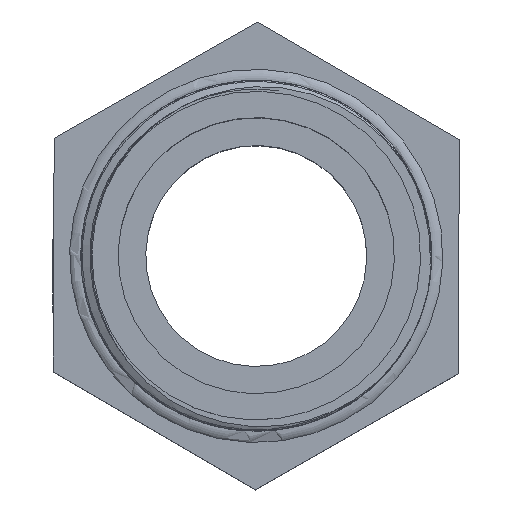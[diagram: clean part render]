
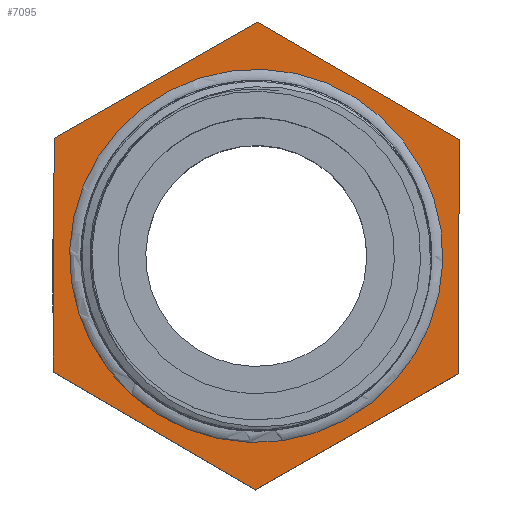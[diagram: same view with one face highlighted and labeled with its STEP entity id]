
A CAD part, top view. The second image highlights one B-rep face of the part: STEP entity #7095.
In plain terms, the highlighted planar face has unit normal (0, 0, 1).
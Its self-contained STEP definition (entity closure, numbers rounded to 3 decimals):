
#53=FACE_BOUND('',#1211,.T.);
#410=PLANE('',#7362);
#792=FACE_OUTER_BOUND('',#1210,.T.);
#1210=EDGE_LOOP('',(#6683,#6684,#6685,#6686,#6687,#6688));
#1211=EDGE_LOOP('',(#6689));
#1220=CIRCLE('',#7330,25.339);
#2235=LINE('',#21759,#2897);
#2237=LINE('',#21763,#2899);
#2239=LINE('',#21767,#2901);
#2241=LINE('',#21771,#2903);
#2243=LINE('',#21775,#2905);
#2245=LINE('',#21778,#2907);
#2897=VECTOR('',#8509,10.);
#2899=VECTOR('',#8513,10.);
#2901=VECTOR('',#8517,10.);
#2903=VECTOR('',#8521,10.);
#2905=VECTOR('',#8525,10.);
#2907=VECTOR('',#8529,10.);
#3556=VERTEX_POINT('',#14280);
#3590=VERTEX_POINT('',#21756);
#3591=VERTEX_POINT('',#21758);
#3592=VERTEX_POINT('',#21762);
#3593=VERTEX_POINT('',#21766);
#3594=VERTEX_POINT('',#21770);
#3595=VERTEX_POINT('',#21774);
#4562=EDGE_CURVE('',#3556,#3556,#1220,.T.);
#4617=EDGE_CURVE('',#3591,#3590,#2235,.T.);
#4619=EDGE_CURVE('',#3592,#3591,#2237,.T.);
#4621=EDGE_CURVE('',#3593,#3592,#2239,.T.);
#4623=EDGE_CURVE('',#3594,#3593,#2241,.T.);
#4625=EDGE_CURVE('',#3595,#3594,#2243,.T.);
#4627=EDGE_CURVE('',#3590,#3595,#2245,.T.);
#6683=ORIENTED_EDGE('',*,*,#4627,.T.);
#6684=ORIENTED_EDGE('',*,*,#4625,.T.);
#6685=ORIENTED_EDGE('',*,*,#4623,.T.);
#6686=ORIENTED_EDGE('',*,*,#4621,.T.);
#6687=ORIENTED_EDGE('',*,*,#4619,.T.);
#6688=ORIENTED_EDGE('',*,*,#4617,.T.);
#6689=ORIENTED_EDGE('',*,*,#4562,.T.);
#7095=ADVANCED_FACE('',(#792,#53),#410,.T.);
#7330=AXIS2_PLACEMENT_3D('',#14281,#8444,#8445);
#7362=AXIS2_PLACEMENT_3D('',#21779,#8530,#8531);
#8444=DIRECTION('center_axis',(0.,0.,-1.));
#8445=DIRECTION('ref_axis',(-0.99,-0.139,0.));
#8509=DIRECTION('',(0.004,1.,0.));
#8513=DIRECTION('',(0.868,0.497,0.));
#8517=DIRECTION('',(0.864,-0.503,0.));
#8521=DIRECTION('',(-0.004,-1.,0.));
#8525=DIRECTION('',(-0.868,-0.497,0.));
#8529=DIRECTION('',(-0.864,0.503,0.));
#8530=DIRECTION('center_axis',(0.,0.,1.));
#8531=DIRECTION('ref_axis',(0.99,0.139,0.));
#14280=CARTESIAN_POINT('',(25.092,3.526,34.5));
#14281=CARTESIAN_POINT('Origin',(0.,0.,34.5));
#21756=CARTESIAN_POINT('',(27.564,15.767,34.5));
#21758=CARTESIAN_POINT('',(27.436,-15.987,34.5));
#21759=CARTESIAN_POINT('',(27.436,-15.987,34.5));
#21762=CARTESIAN_POINT('',(-0.127,-31.754,34.5));
#21763=CARTESIAN_POINT('',(-0.127,-31.754,34.5));
#21766=CARTESIAN_POINT('',(-27.564,-15.767,34.5));
#21767=CARTESIAN_POINT('',(-27.564,-15.767,34.5));
#21770=CARTESIAN_POINT('',(-27.436,15.987,34.5));
#21771=CARTESIAN_POINT('',(-27.436,15.987,34.5));
#21774=CARTESIAN_POINT('',(0.127,31.754,34.5));
#21775=CARTESIAN_POINT('',(0.127,31.754,34.5));
#21778=CARTESIAN_POINT('',(27.564,15.767,34.5));
#21779=CARTESIAN_POINT('Origin',(0.,0.,
34.5));
